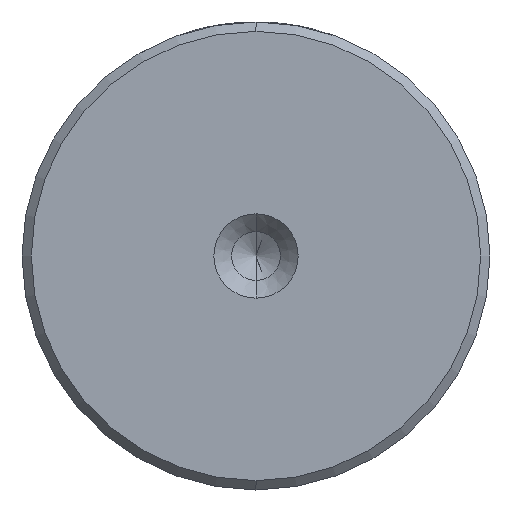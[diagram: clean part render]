
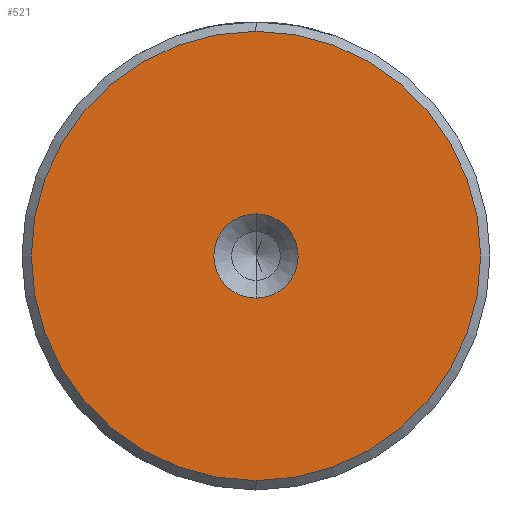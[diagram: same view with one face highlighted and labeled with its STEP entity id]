
A CAD part, left-side view. The second image highlights one B-rep face of the part: STEP entity #521.
In plain terms, the highlighted planar face has unit normal (-1, 0, 0).
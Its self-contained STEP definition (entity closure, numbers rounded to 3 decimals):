
#53 = FACE_OUTER_BOUND ( 'NONE', #1641, .T. ) ;
#68 = DIRECTION ( 'NONE',  ( -1., 0., 0. ) ) ;
#133 = FACE_BOUND ( 'NONE', #971, .T. ) ;
#319 = EDGE_CURVE ( 'NONE', #761, #461, #2397, .T. ) ;
#353 = CARTESIAN_POINT ( 'NONE',  ( 0., 0., 12. ) ) ;
#362 = VERTEX_POINT ( 'NONE', #524 ) ;
#461 = VERTEX_POINT ( 'NONE', #1851 ) ;
#494 = AXIS2_PLACEMENT_3D ( 'NONE', #2357, #68, #1684 ) ;
#511 = VERTEX_POINT ( 'NONE', #1444 ) ;
#521 = ADVANCED_FACE ( 'NONE', ( #53, #133 ), #997, .T. ) ;
#524 = CARTESIAN_POINT ( 'NONE',  ( 0., 0., 2.25 ) ) ;
#600 = AXIS2_PLACEMENT_3D ( 'NONE', #1352, #2945, #1587 ) ;
#761 = VERTEX_POINT ( 'NONE', #353 ) ;
#805 = CIRCLE ( 'NONE', #600, 12. ) ;
#819 = CARTESIAN_POINT ( 'NONE',  ( 0., 0., 0. ) ) ;
#901 = EDGE_CURVE ( 'NONE', #362, #511, #2418, .T. ) ;
#971 = EDGE_LOOP ( 'NONE', ( #998, #2111 ) ) ;
#997 = PLANE ( 'NONE',  #494 ) ;
#998 = ORIENTED_EDGE ( 'NONE', *, *, #901, .F. ) ;
#1120 = EDGE_CURVE ( 'NONE', #511, #362, #1316, .T. ) ;
#1188 = DIRECTION ( 'NONE',  ( -1., 0., 0. ) ) ;
#1195 = CARTESIAN_POINT ( 'NONE',  ( 0., 0., 0. ) ) ;
#1306 = DIRECTION ( 'NONE',  ( 0., 0., 1. ) ) ;
#1312 = AXIS2_PLACEMENT_3D ( 'NONE', #1195, #2775, #1423 ) ;
#1316 = CIRCLE ( 'NONE', #1312, 2.25 ) ;
#1352 = CARTESIAN_POINT ( 'NONE',  ( 0., 0., 0. ) ) ;
#1423 = DIRECTION ( 'NONE',  ( 0., 0., 1. ) ) ;
#1444 = CARTESIAN_POINT ( 'NONE',  ( 0., 0., -2.25 ) ) ;
#1587 = DIRECTION ( 'NONE',  ( 0., 0., 1. ) ) ;
#1641 = EDGE_LOOP ( 'NONE', ( #2150, #2322 ) ) ;
#1661 = AXIS2_PLACEMENT_3D ( 'NONE', #819, #2660, #1306 ) ;
#1684 = DIRECTION ( 'NONE',  ( 0., 0., 1. ) ) ;
#1851 = CARTESIAN_POINT ( 'NONE',  ( 0., 0., -12. ) ) ;
#2111 = ORIENTED_EDGE ( 'NONE', *, *, #1120, .F. ) ;
#2150 = ORIENTED_EDGE ( 'NONE', *, *, #2646, .T. ) ;
#2322 = ORIENTED_EDGE ( 'NONE', *, *, #319, .T. ) ;
#2357 = CARTESIAN_POINT ( 'NONE',  ( 0., 0., 0. ) ) ;
#2397 = CIRCLE ( 'NONE', #2440, 12. ) ;
#2418 = CIRCLE ( 'NONE', #1661, 2.25 ) ;
#2440 = AXIS2_PLACEMENT_3D ( 'NONE', #2546, #1188, #2767 ) ;
#2546 = CARTESIAN_POINT ( 'NONE',  ( 0., 0., 0. ) ) ;
#2646 = EDGE_CURVE ( 'NONE', #461, #761, #805, .T. ) ;
#2660 = DIRECTION ( 'NONE',  ( -1., 0., 0. ) ) ;
#2767 = DIRECTION ( 'NONE',  ( 0., 0., 1. ) ) ;
#2775 = DIRECTION ( 'NONE',  ( -1., 0., 0. ) ) ;
#2945 = DIRECTION ( 'NONE',  ( -1., 0., 0. ) ) ;
